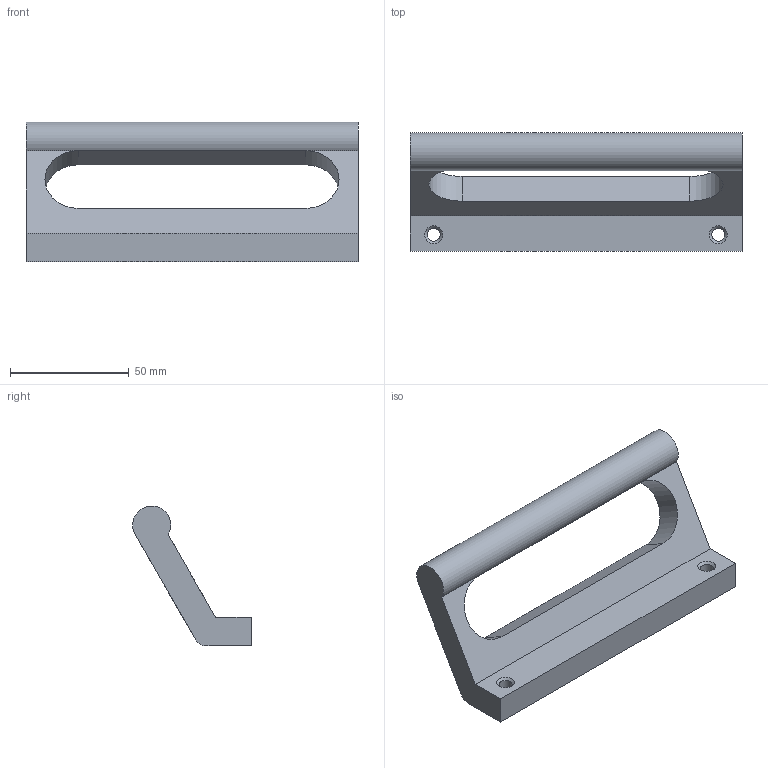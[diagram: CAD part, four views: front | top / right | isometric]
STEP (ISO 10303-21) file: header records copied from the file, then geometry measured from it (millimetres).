
FILE_DESCRIPTION( ( 'STEP AP214' ), '1' );
FILE_NAME( 'K0234.120053_naturfarben_eloxiert.stp', '2020-11-26T12:59:01', ( '' ), ( '' ), ' ', 'PARTsolutions', ' ' );
FILE_SCHEMA( ( 'AUTOMOTIVE_DESIGN { 1 0 10303 214 1 1 1 1 }' ) );
Length unit declared in the file: millimetre
Products named in the file (1): _K0234.120053 naturfarben eloxiert
Bounding box: 140 x 50 x 59 mm (x, y, z)
Volume: 92723.3 mm3; surface area: 23666 mm2
Topology: 1 solids, 1 shells, 17 faces, 43 edges, 28 vertices
Faces by surface type: plane 9, cylinder 6, cone 2
Full cylindrical faces by diameter (mm): 5.5 x2
Entity records: 659 total; most frequent: DIRECTION 89, CARTESIAN_POINT 85, ORIENTED_EDGE 78, EDGE_CURVE 39, AXIS2_PLACEMENT_3D 32, VERTEX_POINT 28, EDGE_LOOP 27, LINE 25
